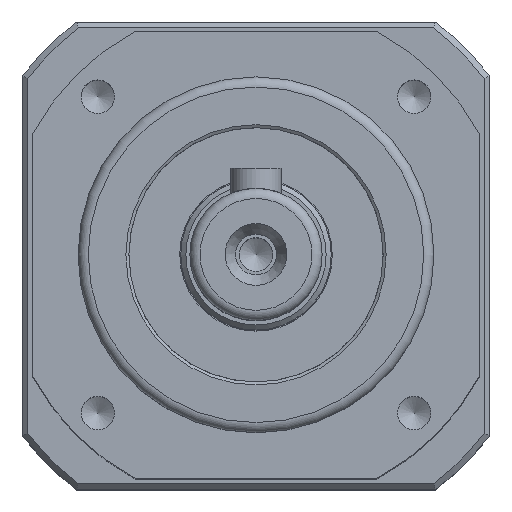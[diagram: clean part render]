
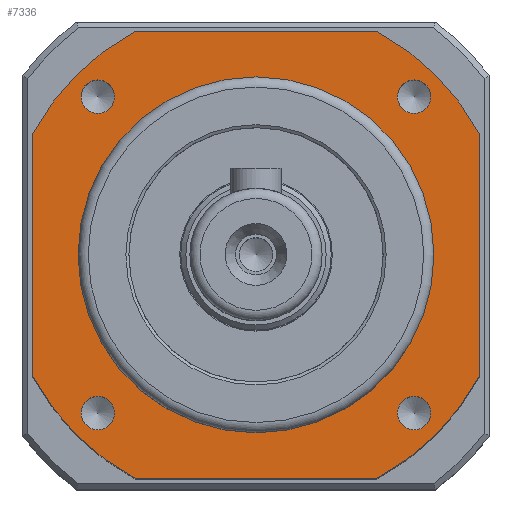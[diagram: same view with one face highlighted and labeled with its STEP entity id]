
A CAD part, top view. The second image highlights one B-rep face of the part: STEP entity #7336.
In plain terms, the highlighted planar face has unit normal (0, 0, 1).
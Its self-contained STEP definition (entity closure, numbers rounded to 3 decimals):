
#6206=CARTESIAN_POINT('',(17.206,-15.556,0.));
#6207=VERTEX_POINT('',#6206);
#6208=CARTESIAN_POINT('',(15.556,-15.556,0.));
#6209=DIRECTION('',(0.0,0.0,1.0));
#6210=DIRECTION('',(1.0,0.0,0.0));
#6211=AXIS2_PLACEMENT_3D('',#6208,#6209,#6210);
#6212=CIRCLE('',#6211,1.65);
#6213=EDGE_CURVE('',#6207,#6207,#6212,.T.);
#6243=CARTESIAN_POINT('',(-13.906,-15.556,0.));
#6244=VERTEX_POINT('',#6243);
#6245=CARTESIAN_POINT('',(-15.556,-15.556,0.));
#6246=DIRECTION('',(0.0,0.0,1.0));
#6247=DIRECTION('',(1.0,0.0,0.0));
#6248=AXIS2_PLACEMENT_3D('',#6245,#6246,#6247);
#6249=CIRCLE('',#6248,1.65);
#6250=EDGE_CURVE('',#6244,#6244,#6249,.T.);
#6280=CARTESIAN_POINT('',(-13.906,15.556,0.));
#6281=VERTEX_POINT('',#6280);
#6282=CARTESIAN_POINT('',(-15.556,15.556,0.));
#6283=DIRECTION('',(0.0,0.0,1.0));
#6284=DIRECTION('',(1.0,0.0,0.0));
#6285=AXIS2_PLACEMENT_3D('',#6282,#6283,#6284);
#6286=CIRCLE('',#6285,1.65);
#6287=EDGE_CURVE('',#6281,#6281,#6286,.T.);
#6317=CARTESIAN_POINT('',(17.206,15.556,0.));
#6318=VERTEX_POINT('',#6317);
#6319=CARTESIAN_POINT('',(15.556,15.556,0.));
#6320=DIRECTION('',(0.0,0.0,1.0));
#6321=DIRECTION('',(1.0,0.0,0.0));
#6322=AXIS2_PLACEMENT_3D('',#6319,#6320,#6321);
#6323=CIRCLE('',#6322,1.65);
#6324=EDGE_CURVE('',#6318,#6318,#6323,.T.);
#6570=CARTESIAN_POINT('',(-17.5,0.0,0.0));
#6571=VERTEX_POINT('',#6570);
#6572=CARTESIAN_POINT('',(0.0,0.0,0.0));
#6573=DIRECTION('',(0.0,0.0,1.0));
#6574=DIRECTION('',(1.0,0.0,0.0));
#6575=AXIS2_PLACEMENT_3D('',#6572,#6573,#6574);
#6576=CIRCLE('',#6575,17.5);
#6577=EDGE_CURVE('',#6571,#6571,#6576,.T.);
#7246=CARTESIAN_POINT('',(22.0,-22.,0.0));
#7247=DIRECTION('',(0.0,0.0,1.0));
#7248=DIRECTION('',(1.0,0.0,0.0));
#7249=AXIS2_PLACEMENT_3D('',#7246,#7247,#7248);
#7250=PLANE('',#7249);
#7251=CARTESIAN_POINT('',(22.0,-11.874,0.0));
#7252=VERTEX_POINT('',#7251);
#7253=CARTESIAN_POINT('',(22.,11.874,0.0));
#7254=VERTEX_POINT('',#7253);
#7255=CARTESIAN_POINT('',(22.,-11.874,0.0));
#7256=DIRECTION('',(0.0,1.0,0.0));
#7257=VECTOR('',#7256,23.749);
#7258=LINE('',#7255,#7257);
#7259=EDGE_CURVE('',#7252,#7254,#7258,.T.);
#7260=ORIENTED_EDGE('',*,*,#7259,.T.);
#7261=CARTESIAN_POINT('',(11.874,22.,0.0));
#7262=VERTEX_POINT('',#7261);
#7263=CARTESIAN_POINT('',(0.0,0.0,0.0));
#7264=DIRECTION('',(0.0,0.0,1.0));
#7265=DIRECTION('',(1.0,0.0,0.0));
#7266=AXIS2_PLACEMENT_3D('',#7263,#7264,#7265);
#7267=CIRCLE('',#7266,25.0);
#7268=EDGE_CURVE('',#7254,#7262,#7267,.T.);
#7269=ORIENTED_EDGE('',*,*,#7268,.T.);
#7270=CARTESIAN_POINT('',(-11.874,22.,0.0));
#7271=VERTEX_POINT('',#7270);
#7272=CARTESIAN_POINT('',(11.874,22.,0.0));
#7273=DIRECTION('',(-1.0,0.0,0.0));
#7274=VECTOR('',#7273,23.749);
#7275=LINE('',#7272,#7274);
#7276=EDGE_CURVE('',#7262,#7271,#7275,.T.);
#7277=ORIENTED_EDGE('',*,*,#7276,.T.);
#7278=CARTESIAN_POINT('',(-22.,11.874,0.0));
#7279=VERTEX_POINT('',#7278);
#7280=CARTESIAN_POINT('',(0.0,0.0,0.0));
#7281=DIRECTION('',(0.0,0.0,1.0));
#7282=DIRECTION('',(1.0,0.0,0.0));
#7283=AXIS2_PLACEMENT_3D('',#7280,#7281,#7282);
#7284=CIRCLE('',#7283,25.0);
#7285=EDGE_CURVE('',#7271,#7279,#7284,.T.);
#7286=ORIENTED_EDGE('',*,*,#7285,.T.);
#7287=CARTESIAN_POINT('',(-22.0,-11.874,0.0));
#7288=VERTEX_POINT('',#7287);
#7289=CARTESIAN_POINT('',(-22.,11.874,0.0));
#7290=DIRECTION('',(0.0,-1.0,0.0));
#7291=VECTOR('',#7290,23.749);
#7292=LINE('',#7289,#7291);
#7293=EDGE_CURVE('',#7279,#7288,#7292,.T.);
#7294=ORIENTED_EDGE('',*,*,#7293,.T.);
#7295=CARTESIAN_POINT('',(-11.874,-22.,0.0));
#7296=VERTEX_POINT('',#7295);
#7297=CARTESIAN_POINT('',(0.0,0.0,0.0));
#7298=DIRECTION('',(0.0,0.0,1.0));
#7299=DIRECTION('',(1.0,0.0,0.0));
#7300=AXIS2_PLACEMENT_3D('',#7297,#7298,#7299);
#7301=CIRCLE('',#7300,25.0);
#7302=EDGE_CURVE('',#7288,#7296,#7301,.T.);
#7303=ORIENTED_EDGE('',*,*,#7302,.T.);
#7304=CARTESIAN_POINT('',(11.874,-22.,0.0));
#7305=VERTEX_POINT('',#7304);
#7306=CARTESIAN_POINT('',(-11.874,-22.,0.0));
#7307=DIRECTION('',(1.0,0.0,0.0));
#7308=VECTOR('',#7307,23.749);
#7309=LINE('',#7306,#7308);
#7310=EDGE_CURVE('',#7296,#7305,#7309,.T.);
#7311=ORIENTED_EDGE('',*,*,#7310,.T.);
#7312=CARTESIAN_POINT('',(0.0,0.0,0.0));
#7313=DIRECTION('',(0.0,0.0,1.0));
#7314=DIRECTION('',(1.0,0.0,0.0));
#7315=AXIS2_PLACEMENT_3D('',#7312,#7313,#7314);
#7316=CIRCLE('',#7315,25.0);
#7317=EDGE_CURVE('',#7305,#7252,#7316,.T.);
#7318=ORIENTED_EDGE('',*,*,#7317,.T.);
#7319=EDGE_LOOP('',(#7260,#7269,#7277,#7286,#7294,#7303,#7311,#7318));
#7320=FACE_OUTER_BOUND('',#7319,.T.);
#7321=ORIENTED_EDGE('',*,*,#6250,.F.);
#7322=EDGE_LOOP('',(#7321));
#7323=FACE_BOUND('',#7322,.T.);
#7324=ORIENTED_EDGE('',*,*,#6287,.F.);
#7325=EDGE_LOOP('',(#7324));
#7326=FACE_BOUND('',#7325,.T.);
#7327=ORIENTED_EDGE('',*,*,#6324,.F.);
#7328=EDGE_LOOP('',(#7327));
#7329=FACE_BOUND('',#7328,.T.);
#7330=ORIENTED_EDGE('',*,*,#6577,.F.);
#7331=EDGE_LOOP('',(#7330));
#7332=FACE_BOUND('',#7331,.T.);
#7333=ORIENTED_EDGE('',*,*,#6213,.F.);
#7334=EDGE_LOOP('',(#7333));
#7335=FACE_BOUND('',#7334,.T.);
#7336=ADVANCED_FACE('',(#7320,#7323,#7326,#7329,#7332,#7335),#7250,.T.);
